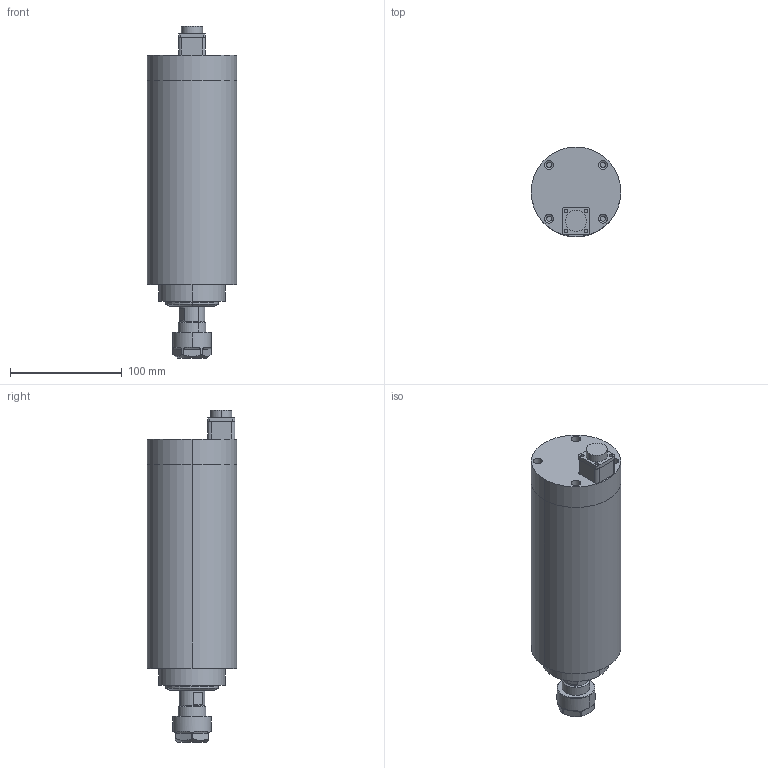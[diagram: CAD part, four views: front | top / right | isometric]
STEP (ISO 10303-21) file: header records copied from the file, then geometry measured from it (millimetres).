
FILE_DESCRIPTION (( 'STEP AP214' ), '1' );
FILE_NAME ('GDF80-24Z-2.2B.STEP', '2024-07-17T10:23:13', ( '00' ), ( '' ), 'SwSTEP 2.0', 'SolidWorks 2018', '' );
FILE_SCHEMA (( 'AUTOMOTIVE_DESIGN' ));
Length unit declared in the file: millimetre
Products named in the file (9): ER20蹟簽; GDF80-24Z-2.2B儂褲; GDF80-24Z-1.5堤盄釱; GDF80-24Z-2.2B前螺母; 堤盄釱脣芛18x18M201﹞; GDF80-24Z-2.2B儂裔; ER20 粟俶芠標; GDF80-24Z-2.2B; GDF80-24Z-2.2B粣芛
Assembly tree (8 placements, depth 2):
  GDF80-24Z-2.2B
    GDF80-24Z-2.2B儂褲
    GDF80-24Z-1.5堤盄釱
    GDF80-24Z-2.2B儂裔
    GDF80-24Z-2.2B前螺母
    GDF80-24Z-2.2B粣芛
    ER20 粟俶芠標
    ER20蹟簽
    堤盄釱脣芛18x18M201﹞
Bounding box: 80 x 80 x 296.5 mm (x, y, z)
Volume: 1107774.3 mm3; surface area: 106186.3 mm2
Topology: 8 solids, 8 shells, 168 faces, 368 edges, 236 vertices
Faces by surface type: cylinder 88, plane 54, cone 26
Entity records: 7167 total; most frequent: CARTESIAN_POINT 1087, DIRECTION 904, ORIENTED_EDGE 736, AXIS2_PLACEMENT_3D 373, EDGE_CURVE 368, VERTEX_POINT 236, EDGE_LOOP 210, CIRCLE 194
